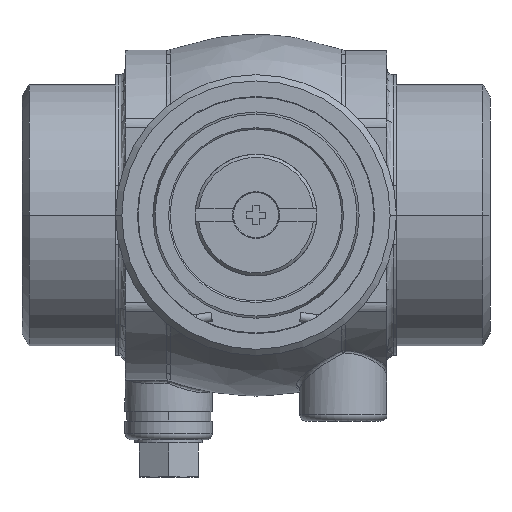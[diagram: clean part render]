
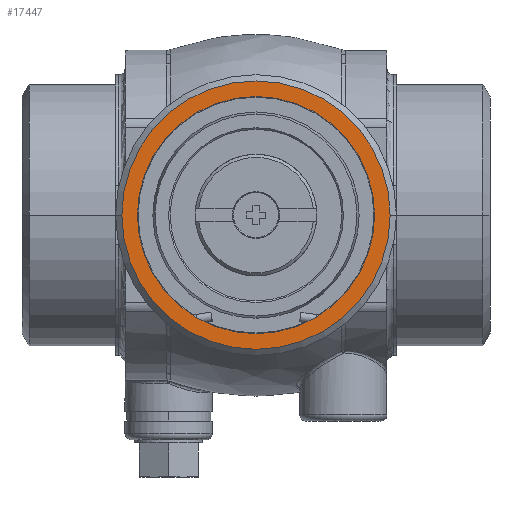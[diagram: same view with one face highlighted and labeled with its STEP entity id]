
A CAD part, front view. The second image highlights one B-rep face of the part: STEP entity #17447.
In plain terms, the highlighted planar face has unit normal (0, -1, 0).
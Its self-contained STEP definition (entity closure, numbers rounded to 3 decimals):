
#2907=CARTESIAN_POINT('',(71.5,-41.,0.));
#2908=DIRECTION('',(0.,1.,0.));
#2909=DIRECTION('',(-1.,0.,0.));
#2910=AXIS2_PLACEMENT_3D('',#2907,#2908,#2909);
#2912=CARTESIAN_POINT('',(71.5,-41.,0.));
#2913=DIRECTION('',(0.,-1.,0.));
#2914=DIRECTION('',(-1.,0.,0.));
#2915=AXIS2_PLACEMENT_3D('',#2912,#2913,#2914);
#2917=CARTESIAN_POINT('',(71.5,-41.,0.));
#2918=DIRECTION('',(0.,1.,0.));
#2919=DIRECTION('',(-1.,0.,0.));
#2920=AXIS2_PLACEMENT_3D('',#2917,#2918,#2919);
#2922=CARTESIAN_POINT('',(71.5,-41.,0.));
#2923=DIRECTION('',(0.,-1.,0.));
#2924=DIRECTION('',(-1.,0.,0.));
#2925=AXIS2_PLACEMENT_3D('',#2922,#2923,#2924);
#11740=CARTESIAN_POINT('',(50.,-41.,0.));
#11741=VERTEX_POINT('',#11740);
#11742=CARTESIAN_POINT('',(93.,-41.,0.));
#11743=VERTEX_POINT('',#11742);
#11745=CARTESIAN_POINT('',(52.5,-41.,0.));
#11747=VERTEX_POINT('',#11745);
#11749=CARTESIAN_POINT('',(90.5,-41.,0.));
#11751=VERTEX_POINT('',#11749);
#17432=CARTESIAN_POINT('',(71.5,-41.,0.));
#17433=DIRECTION('',(0.,1.,0.));
#17434=DIRECTION('',(1.,0.,0.));
#17435=AXIS2_PLACEMENT_3D('',#17432,#17433,#17434);
#17436=PLANE('',#17435);
#17438=ORIENTED_EDGE('',*,*,#17437,.T.);
#17440=ORIENTED_EDGE('',*,*,#17439,.F.);
#17441=EDGE_LOOP('',(#17438,#17440));
#17442=FACE_OUTER_BOUND('',#17441,.F.);
#17443=ORIENTED_EDGE('',*,*,#17411,.F.);
#17444=ORIENTED_EDGE('',*,*,#17427,.T.);
#17445=EDGE_LOOP('',(#17443,#17444));
#17446=FACE_BOUND('',#17445,.F.);
#17447=ADVANCED_FACE('',(#17442,#17446),#17436,.F.);
#2911=CIRCLE('',#2910,21.5);
#2916=CIRCLE('',#2915,21.5);
#2921=CIRCLE('',#2920,19.);
#2926=CIRCLE('',#2925,19.);
#17411=EDGE_CURVE('',#11747,#11751,#2921,.T.);
#17427=EDGE_CURVE('',#11747,#11751,#2926,.T.);
#17437=EDGE_CURVE('',#11741,#11743,#2911,.T.);
#17439=EDGE_CURVE('',#11741,#11743,#2916,.T.);
